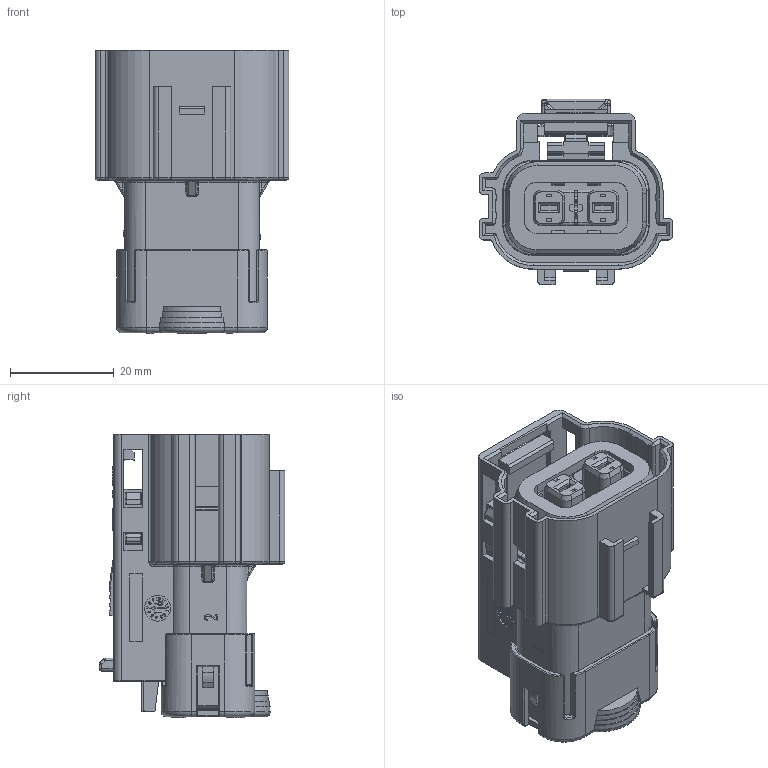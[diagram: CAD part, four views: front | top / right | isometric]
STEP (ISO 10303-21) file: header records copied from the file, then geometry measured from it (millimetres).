
FILE_DESCRIPTION (( 'STEP AP203' ), '1' );
FILE_NAME ('YGC939-EV-S2P²åÍ·.STEP', '2017-03-17T07:16:40', ( 'admin' ), ( ' ' ), 'SwSTEP 2.0', 'SolidWorks 2012', '' );
FILE_SCHEMA (( 'CONFIG_CONTROL_DESIGN' ));
Products named in the file (1): YGC939-EV-S2P脣芛
Bounding box: 37.3 x 35.78 x 54.6 mm (x, y, z)
Volume: 26750.4 mm3; surface area: 28244.9 mm2
Topology: 1 solids, 17 shells, 3096 faces, 8353 edges, 5263 vertices
Faces by surface type: plane 1813, cylinder 692, bspline 288, torus 193, cone 75, sphere 35
Entity records: 115886 total; most frequent: CARTESIAN_POINT 41413, ORIENTED_EDGE 16620, DIRECTION 13573, EDGE_CURVE 8310, LINE 5907, VECTOR 5907, VERTEX_POINT 5260, AXIS2_PLACEMENT_3D 3833
